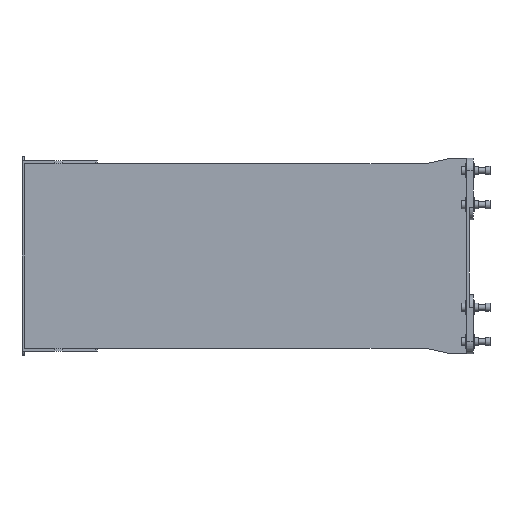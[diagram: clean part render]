
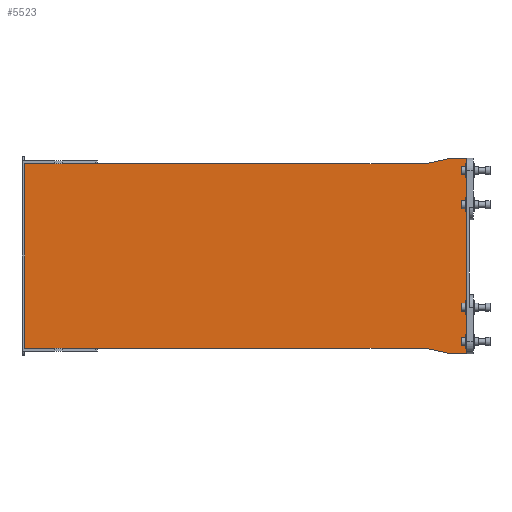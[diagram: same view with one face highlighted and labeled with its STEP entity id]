
A CAD part, left-side view. The second image highlights one B-rep face of the part: STEP entity #5523.
In plain terms, the highlighted planar face has unit normal (-1, 0, 0).
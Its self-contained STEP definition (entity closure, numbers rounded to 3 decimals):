
#94 = VECTOR ( 'NONE', #1165, 1000. ) ;
#426 = CARTESIAN_POINT ( 'NONE',  ( -277.5, 1624.9, -337.5 ) ) ;
#641 = VERTEX_POINT ( 'NONE', #7072 ) ;
#662 = VECTOR ( 'NONE', #5333, 1000. ) ;
#705 = AXIS2_PLACEMENT_3D ( 'NONE', #6735, #6777, #1231 ) ;
#986 = EDGE_CURVE ( 'NONE', #5747, #2860, #1375, .T. ) ;
#996 = VERTEX_POINT ( 'NONE', #2004 ) ;
#1077 = ORIENTED_EDGE ( 'NONE', *, *, #7972, .F. ) ;
#1128 = VECTOR ( 'NONE', #7326, 1000. ) ;
#1165 = DIRECTION ( 'NONE',  ( 0., -1., 0. ) ) ;
#1180 = CARTESIAN_POINT ( 'NONE',  ( -277.5, 1552.449, 19.62 ) ) ;
#1231 = DIRECTION ( 'NONE',  ( 0., 0., -1. ) ) ;
#1271 = DIRECTION ( 'NONE',  ( 0., 0.975, -0.222 ) ) ;
#1347 = LINE ( 'NONE', #8160, #662 ) ;
#1375 = LINE ( 'NONE', #6206, #6073 ) ;
#1459 = CARTESIAN_POINT ( 'NONE',  ( -277.5, 0., -337.5 ) ) ;
#1488 = EDGE_CURVE ( 'NONE', #6143, #2860, #5710, .T. ) ;
#1769 = EDGE_CURVE ( 'NONE', #2263, #4919, #1347, .T. ) ;
#1876 = CARTESIAN_POINT ( 'NONE',  ( -277.5, 1624.9, 337.5 ) ) ;
#1880 = EDGE_CURVE ( 'NONE', #7049, #5747, #6760, .T. ) ;
#1923 = VERTEX_POINT ( 'NONE', #2161 ) ;
#2004 = CARTESIAN_POINT ( 'NONE',  ( -277.5, 70., -357.5 ) ) ;
#2161 = CARTESIAN_POINT ( 'NONE',  ( -277.5, 70., 357.5 ) ) ;
#2218 = CARTESIAN_POINT ( 'NONE',  ( -277.5, 10., -357.5 ) ) ;
#2263 = VERTEX_POINT ( 'NONE', #4029 ) ;
#2545 = LINE ( 'NONE', #7293, #94 ) ;
#2767 = EDGE_CURVE ( 'NONE', #3768, #641, #2989, .T. ) ;
#2770 = CARTESIAN_POINT ( 'NONE',  ( -277.5, 70., -357.5 ) ) ;
#2860 = VERTEX_POINT ( 'NONE', #5253 ) ;
#2959 = VECTOR ( 'NONE', #6808, 1000. ) ;
#2989 = LINE ( 'NONE', #2218, #5197 ) ;
#3074 = EDGE_LOOP ( 'NONE', ( #4075, #1077, #4130, #6594, #7876, #4861, #5142, #4536, #7192, #3293 ) ) ;
#3293 = ORIENTED_EDGE ( 'NONE', *, *, #7618, .F. ) ;
#3477 = CARTESIAN_POINT ( 'NONE',  ( -277.5, 10., 357.5 ) ) ;
#3560 = DIRECTION ( 'NONE',  ( 0., 1., 0. ) ) ;
#3768 = VERTEX_POINT ( 'NONE', #3477 ) ;
#3964 = PLANE ( 'NONE',  #705 ) ;
#4006 = EDGE_CURVE ( 'NONE', #996, #6143, #8702, .T. ) ;
#4014 = FACE_OUTER_BOUND ( 'NONE', #3074, .T. ) ;
#4029 = CARTESIAN_POINT ( 'NONE',  ( -277.5, 157.75, 337.5 ) ) ;
#4075 = ORIENTED_EDGE ( 'NONE', *, *, #2767, .F. ) ;
#4130 = ORIENTED_EDGE ( 'NONE', *, *, #5872, .T. ) ;
#4240 = VECTOR ( 'NONE', #8192, 1000. ) ;
#4439 = LINE ( 'NONE', #1876, #1128 ) ;
#4536 = ORIENTED_EDGE ( 'NONE', *, *, #1488, .F. ) ;
#4861 = ORIENTED_EDGE ( 'NONE', *, *, #1880, .T. ) ;
#4919 = VERTEX_POINT ( 'NONE', #5281 ) ;
#4924 = EDGE_CURVE ( 'NONE', #7049, #4919, #4439, .T. ) ;
#5142 = ORIENTED_EDGE ( 'NONE', *, *, #986, .T. ) ;
#5197 = VECTOR ( 'NONE', #7010, 1000. ) ;
#5253 = CARTESIAN_POINT ( 'NONE',  ( -277.5, 1359.9, -337.5 ) ) ;
#5281 = CARTESIAN_POINT ( 'NONE',  ( -277.5, 1359.9, 337.5 ) ) ;
#5333 = DIRECTION ( 'NONE',  ( 0., 1., 0. ) ) ;
#5523 = ADVANCED_FACE ( 'NONE', ( #4014 ), #3964, .F. ) ;
#5710 = LINE ( 'NONE', #1459, #8378 ) ;
#5747 = VERTEX_POINT ( 'NONE', #426 ) ;
#5872 = EDGE_CURVE ( 'NONE', #1923, #2263, #8738, .T. ) ;
#6073 = VECTOR ( 'NONE', #8085, 1000. ) ;
#6143 = VERTEX_POINT ( 'NONE', #7864 ) ;
#6206 = CARTESIAN_POINT ( 'NONE',  ( -277.5, 1624.9, -337.5 ) ) ;
#6594 = ORIENTED_EDGE ( 'NONE', *, *, #1769, .T. ) ;
#6735 = CARTESIAN_POINT ( 'NONE',  ( -277.5, 1624.9, 337.5 ) ) ;
#6760 = LINE ( 'NONE', #8112, #2959 ) ;
#6777 = DIRECTION ( 'NONE',  ( 1., 0., 0. ) ) ;
#6808 = DIRECTION ( 'NONE',  ( 0., 0., -1. ) ) ;
#6821 = VECTOR ( 'NONE', #1271, 1000. ) ;
#7010 = DIRECTION ( 'NONE',  ( 0., 0., -1. ) ) ;
#7049 = VERTEX_POINT ( 'NONE', #8577 ) ;
#7072 = CARTESIAN_POINT ( 'NONE',  ( -277.5, 10., -357.5 ) ) ;
#7192 = ORIENTED_EDGE ( 'NONE', *, *, #4006, .F. ) ;
#7293 = CARTESIAN_POINT ( 'NONE',  ( -277.5, 0., 357.5 ) ) ;
#7326 = DIRECTION ( 'NONE',  ( 0., -1., 0. ) ) ;
#7618 = EDGE_CURVE ( 'NONE', #641, #996, #8292, .T. ) ;
#7864 = CARTESIAN_POINT ( 'NONE',  ( -277.5, 157.75, -337.5 ) ) ;
#7876 = ORIENTED_EDGE ( 'NONE', *, *, #4924, .F. ) ;
#7913 = CARTESIAN_POINT ( 'NONE',  ( -277.5, 70., -357.5 ) ) ;
#7972 = EDGE_CURVE ( 'NONE', #1923, #3768, #2545, .T. ) ;
#7991 = VECTOR ( 'NONE', #8528, 1000. ) ;
#8085 = DIRECTION ( 'NONE',  ( 0., -1., 0. ) ) ;
#8112 = CARTESIAN_POINT ( 'NONE',  ( -277.5, 1624.9, 337.5 ) ) ;
#8160 = CARTESIAN_POINT ( 'NONE',  ( -277.5, 0., 337.5 ) ) ;
#8192 = DIRECTION ( 'NONE',  ( 0., 1., 0. ) ) ;
#8292 = LINE ( 'NONE', #2770, #4240 ) ;
#8378 = VECTOR ( 'NONE', #3560, 1000. ) ;
#8528 = DIRECTION ( 'NONE',  ( 0., 0.975, 0.222 ) ) ;
#8577 = CARTESIAN_POINT ( 'NONE',  ( -277.5, 1624.9, 337.5 ) ) ;
#8702 = LINE ( 'NONE', #7913, #7991 ) ;
#8738 = LINE ( 'NONE', #1180, #6821 ) ;
